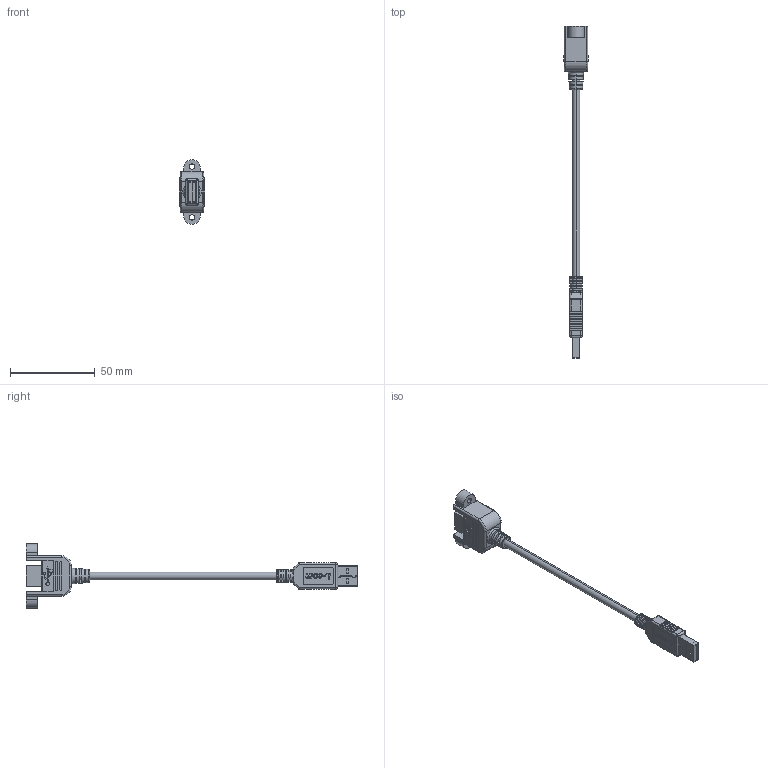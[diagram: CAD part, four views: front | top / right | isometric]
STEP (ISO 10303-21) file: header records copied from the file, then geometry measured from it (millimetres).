
FILE_DESCRIPTION (( 'STEP AP214' ), '1' );
FILE_NAME ('UPMBA.STEP', '2010-02-19T14:17:24', ( 'Windows XP Mode' ), ( '' ), 'SwSTEP 2.0', 'SolidWorks 2008', '' );
FILE_SCHEMA (( 'AUTOMOTIVE_DESIGN' ));
Length unit declared in the file: inch
Products named in the file (14): MTN-151_BLACK ; 1AA05-003-MA5; CSMUAA-MA1; MTN-464_with L-com logo; 1AA05-003-MA3; 3AB06-025_WITH CABLE; 1AA05-003-MA4; 1AA05-003-MA1; 1AA05-003-MA2_CRIMPED; 1AA05-003_CRIMPED; 1AA05-023; MTN-464_l-com logo; MTN-466; UPMBA
Assembly tree (16 placements, depth 4):
  UPMBA
    MTN-464_with L-com logo
      1AA05-023
      MTN-464_l-com logo
      MTN-466
    3AB06-025_WITH CABLE
      1AA05-003_CRIMPED
        1AA05-003-MA1
        1AA05-003-MA4  x4
        1AA05-003-MA5
        1AA05-003-MA2_CRIMPED
        1AA05-003-MA3
      MTN-151_BLACK 
    CSMUAA-MA1
Bounding box: 14.8 x 196.1 x 38 mm (x, y, z)
Volume: 15353.7 mm3; surface area: 14542.5 mm2
Topology: 15 solids, 15 shells, 832 faces, 2257 edges, 1458 vertices
Faces by surface type: plane 561, cylinder 176, bspline 59, sphere 20, torus 12, cone 4
Entity records: 30345 total; most frequent: CARTESIAN_POINT 8363, ORIENTED_EDGE 4282, DIRECTION 3953, EDGE_CURVE 2141, VECTOR 1531, LINE 1531, VERTEX_POINT 1398, AXIS2_PLACEMENT_3D 1211
